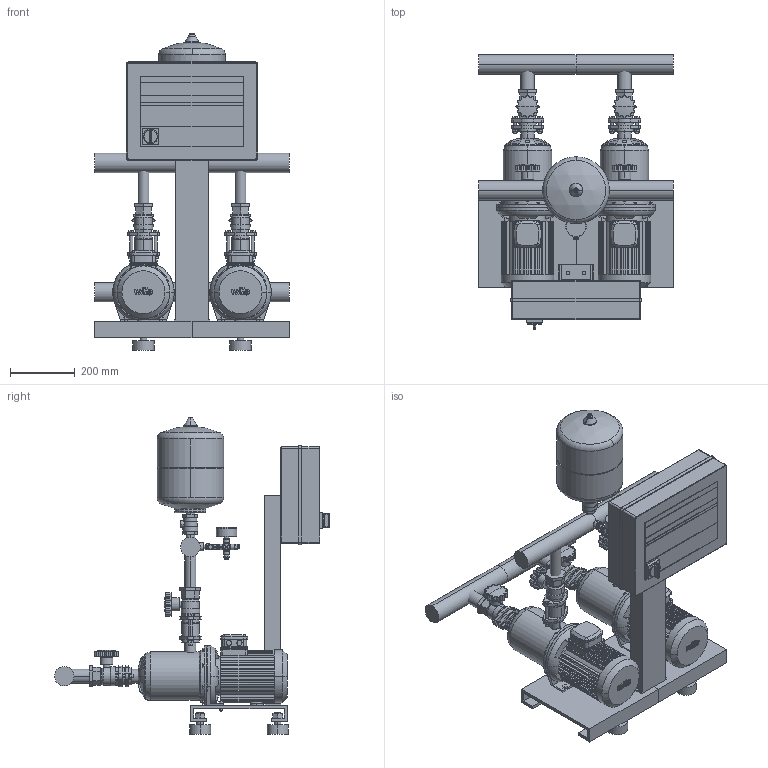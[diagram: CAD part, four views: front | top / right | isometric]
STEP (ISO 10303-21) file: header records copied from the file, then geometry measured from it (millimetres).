
FILE_DESCRIPTION((''),'2;1');
FILE_NAME('3d_CO-2MHI406N_ER-EB-2534341.stp','2016-08-24T08:02:34',(''),(''),'Mechanical Desktop 2009','Mechanical Desktop 2009',', , ');
FILE_SCHEMA(('CONFIG_CONTROL_DESIGN'));
Length unit declared in the file: millimetre
Products named in the file (1): Product
Bounding box: 600 x 850 x 980 mm (x, y, z)
Volume: 50721650.3 mm3; surface area: 3588685.3 mm2
Topology: 86 solids, 86 shells, 2420 faces, 5921 edges, 3827 vertices
Faces by surface type: plane 985, cylinder 745, bspline 477, cone 123, torus 84, sphere 6
Entity records: 78773 total; most frequent: CARTESIAN_POINT 22087, ORIENTED_EDGE 11818, DIRECTION 11586, EDGE_CURVE 5909, AXIS2_PLACEMENT_3D 4131, VERTEX_POINT 3823, VECTOR 3324, LINE 3324
